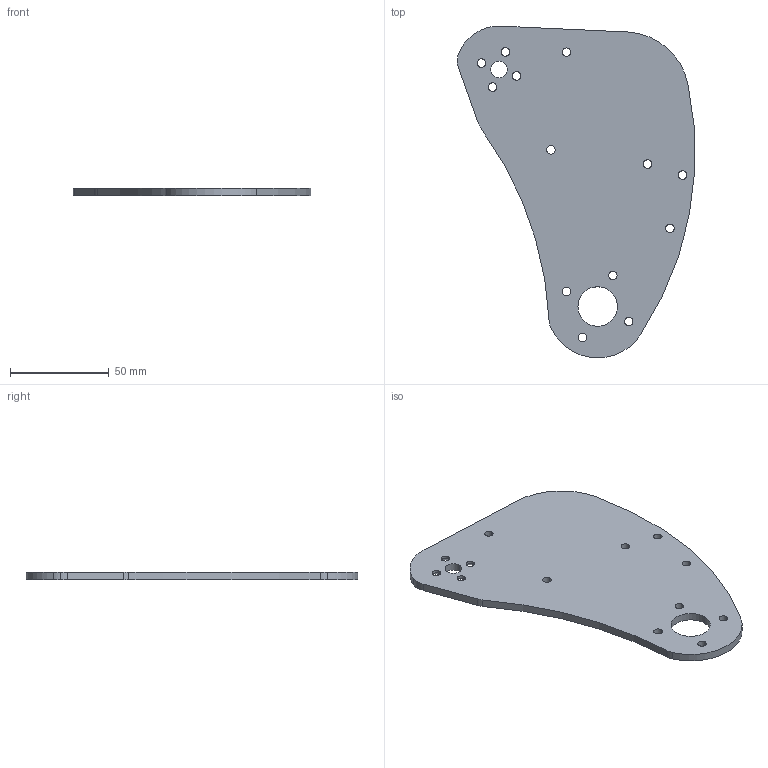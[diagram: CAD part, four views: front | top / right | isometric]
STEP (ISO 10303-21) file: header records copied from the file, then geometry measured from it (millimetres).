
FILE_DESCRIPTION (( 'STEP AP214' ), '1' );
FILE_NAME ('Chassis VSP2.STEP', '2020-07-31T13:56:49', ( '' ), ( '' ), 'SwSTEP 2.0', 'SolidWorks 2016', '' );
FILE_SCHEMA (( 'AUTOMOTIVE_DESIGN' ));
Length unit declared in the file: millimetre
Products named in the file (1): Chassis VSP2
Bounding box: 120.34 x 168.07 x 4 mm (x, y, z)
Volume: 50676.3 mm3; surface area: 30585.3 mm2
Topology: 1 solids, 1 shells, 57 faces, 151 edges, 98 vertices
Faces by surface type: cylinder 43, cone 8, plane 6
Entity records: 1909 total; most frequent: DIRECTION 361, CARTESIAN_POINT 307, ORIENTED_EDGE 302, AXIS2_PLACEMENT_3D 152, EDGE_CURVE 151, VERTEX_POINT 98, CIRCLE 94, EDGE_LOOP 89
